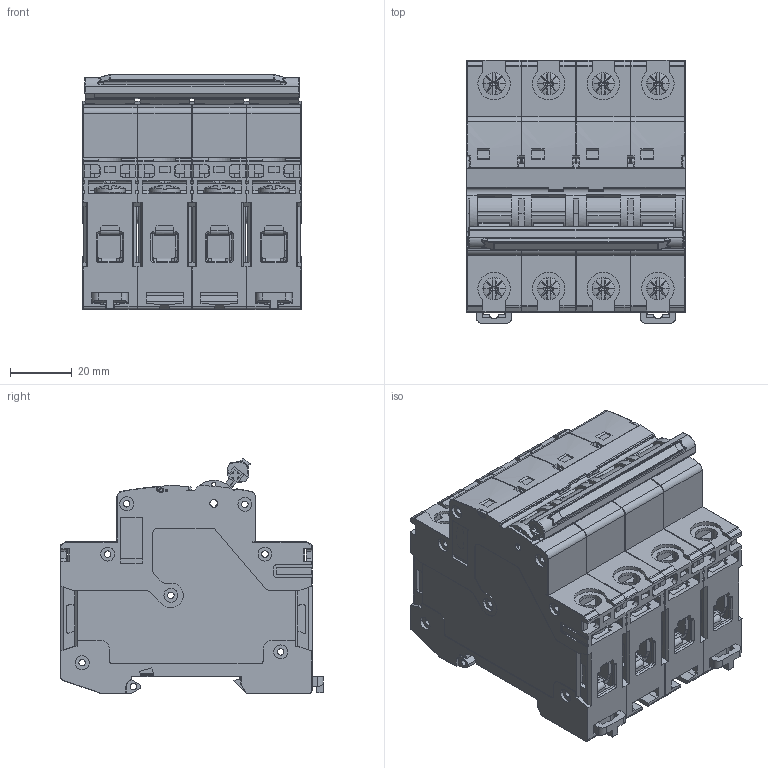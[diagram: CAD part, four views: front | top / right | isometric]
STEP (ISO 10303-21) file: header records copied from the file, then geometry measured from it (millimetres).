
FILE_DESCRIPTION (( 'STEP AP214' ), '1' );
FILE_NAME ('AR-M10N-4-K0D5.STEP', '2023-11-29T11:28:49', ( '' ), ( '' ), 'SwSTEP 2.0', 'SolidWorks 2022', '' );
FILE_SCHEMA (( 'AUTOMOTIVE_DESIGN' ));
Length unit declared in the file: millimetre
Products named in the file (2): AR-M10N-4-K0D5
Assembly tree (1 placements, depth 2):
  AR-M10N-4-K0D5
    AR-M10N-4-K0D5
Bounding box: 70.8 x 85.2 x 76.2 mm (x, y, z)
Volume: 286646.7 mm3; surface area: 89955.7 mm2
Topology: 1 solids, 26 shells, 5619 faces, 15676 edges, 9992 vertices
Faces by surface type: plane 3480, cylinder 1560, cone 216, torus 175, bspline 118, sphere 70
Entity records: 187592 total; most frequent: CARTESIAN_POINT 43446, ORIENTED_EDGE 31254, DIRECTION 28917, EDGE_CURVE 15627, VECTOR 10531, LINE 10531, VERTEX_POINT 9990, AXIS2_PLACEMENT_3D 9193
